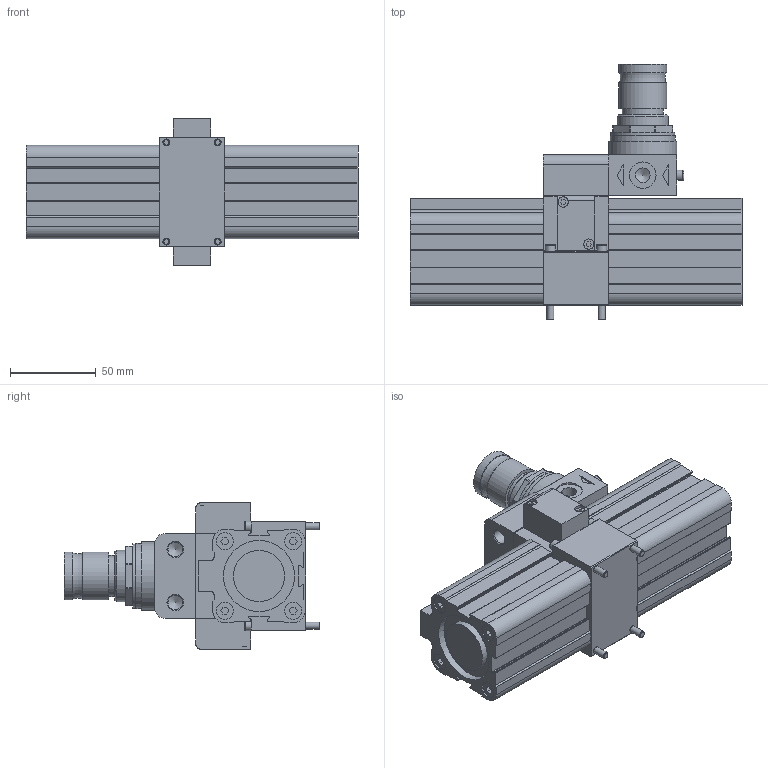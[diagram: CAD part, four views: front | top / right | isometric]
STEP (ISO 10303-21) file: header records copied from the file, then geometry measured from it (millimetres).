
FILE_DESCRIPTION( ( 'STEP AP214' ), ' ' );
FILE_NAME( '9002200.stp', '2017-03-02T09:52:02', ( '' ), ( '' ), ' ', 'PARTsolutions', ' ' );
FILE_SCHEMA( ( 'AUTOMOTIVE_DESIGN { 1 0 10303 214 1 1 1 1 }' ) );
Length unit declared in the file: millimetre
Products named in the file (6): 9002200; _9002100; _40-regulator-unit; _5107001-BD; _5107001-KN; _screw head
Assembly tree (6 placements, depth 2):
  9002200
    _9002100
    _40-regulator-unit
    _5107001-BD
    _5107001-KN
    _screw head  x2
Bounding box: 194 x 149.5 x 85.6 mm (x, y, z)
Volume: 723556.3 mm3; surface area: 92089.9 mm2
Topology: 6 solids, 6 shells, 549 faces, 1371 edges, 896 vertices
Faces by surface type: plane 392, cylinder 122, cone 25, torus 9, sphere 1
Full cylindrical faces by diameter (mm): 3.242 x2, 4 x10, 4.5 x2, 6 x10, 7 x2, 7.5 x2, 8.566 x9, 10 x8, 15.5 x2, 24 x1, 28 x2, 30 x3, 37.6 x1, 38 x1, 39.9 x1, 41.5 x2
Entity records: 19728 total; most frequent: CARTESIAN_POINT 2695, DIRECTION 2608, ORIENTED_EDGE 2452, EDGE_CURVE 1226, LINE 930, VECTOR 930, VERTEX_POINT 862, AXIS2_PLACEMENT_3D 839
